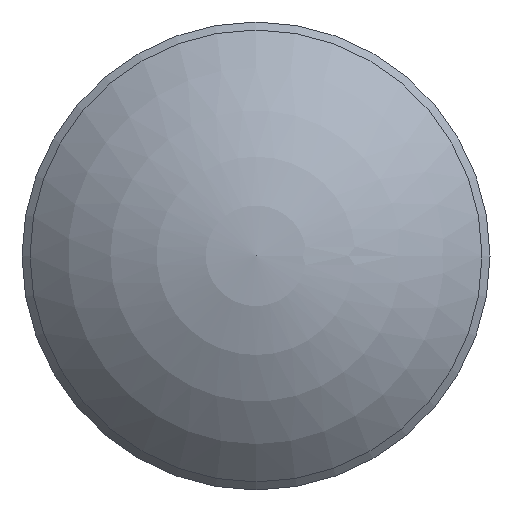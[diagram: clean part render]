
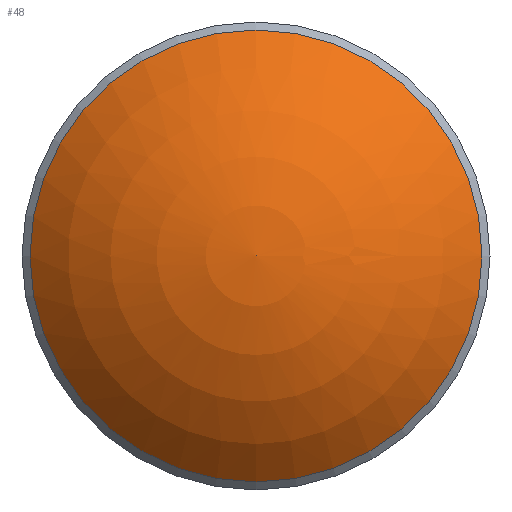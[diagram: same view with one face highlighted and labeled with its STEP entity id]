
A CAD part, top view. The second image highlights one B-rep face of the part: STEP entity #48.
In plain terms, the highlighted spherical face has radius 11.717 mm.
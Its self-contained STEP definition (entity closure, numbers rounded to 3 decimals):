
#48 = ADVANCED_FACE( '', ( #98 ), #99, .T. );
#98 = FACE_OUTER_BOUND( '', #143, .T. );
#99 = SPHERICAL_SURFACE( '', #144, 11.717 );
#143 = EDGE_LOOP( '', ( #196 ) );
#144 = AXIS2_PLACEMENT_3D( '', #197, #198, #199 );
#196 = ORIENTED_EDGE( '', *, *, #222, .T. );
#197 = CARTESIAN_POINT( '', ( 0., 0., -4.617 ) );
#198 = DIRECTION( '', ( 0., 0., 1. ) );
#199 = DIRECTION( '', ( 1., 0., 0. ) );
#222 = EDGE_CURVE( '', #246, #246, #247, .T. );
#246 = VERTEX_POINT( '', #274 );
#247 = CIRCLE( '', #275, 8.45 );
#274 = CARTESIAN_POINT( '', ( 8.45, 0., 3.5 ) );
#275 = AXIS2_PLACEMENT_3D( '', #302, #303, #304 );
#302 = CARTESIAN_POINT( '', ( 0., 0., 3.5 ) );
#303 = DIRECTION( '', ( 0., 0., 1. ) );
#304 = DIRECTION( '', ( 1., 0., 0. ) );
